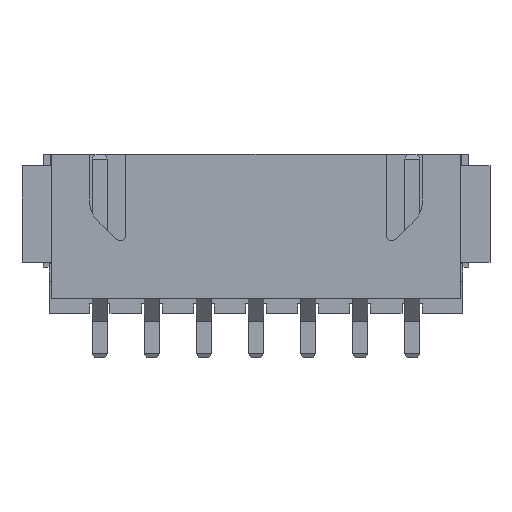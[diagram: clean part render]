
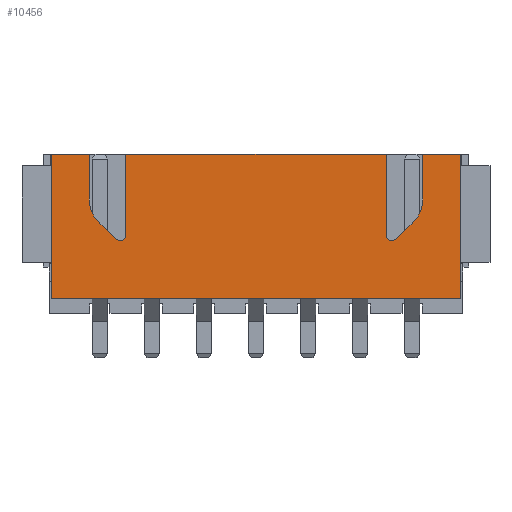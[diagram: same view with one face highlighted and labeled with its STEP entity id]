
A CAD part, top view. The second image highlights one B-rep face of the part: STEP entity #10456.
In plain terms, the highlighted planar face has unit normal (0, 0, 1).
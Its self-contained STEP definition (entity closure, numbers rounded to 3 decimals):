
#352=CIRCLE('',#10924,1.651);
#353=CIRCLE('',#10925,0.254);
#354=CIRCLE('',#10926,0.254);
#355=CIRCLE('',#10927,1.651);
#364=ORIENTED_EDGE('',*,*,#2560,.F.);
#365=ORIENTED_EDGE('',*,*,#2561,.T.);
#366=ORIENTED_EDGE('',*,*,#2562,.F.);
#367=ORIENTED_EDGE('',*,*,#2563,.T.);
#368=ORIENTED_EDGE('',*,*,#2564,.F.);
#369=ORIENTED_EDGE('',*,*,#2559,.T.);
#370=ORIENTED_EDGE('',*,*,#2565,.F.);
#371=ORIENTED_EDGE('',*,*,#2566,.T.);
#372=ORIENTED_EDGE('',*,*,#2567,.F.);
#373=ORIENTED_EDGE('',*,*,#2568,.T.);
#374=ORIENTED_EDGE('',*,*,#2569,.F.);
#375=ORIENTED_EDGE('',*,*,#2570,.T.);
#376=ORIENTED_EDGE('',*,*,#2571,.F.);
#377=ORIENTED_EDGE('',*,*,#2572,.F.);
#378=ORIENTED_EDGE('',*,*,#2573,.T.);
#379=ORIENTED_EDGE('',*,*,#2574,.T.);
#2559=EDGE_CURVE('',#3655,#3657,#4373,.T.);
#2560=EDGE_CURVE('',#3658,#3659,#4374,.T.);
#2561=EDGE_CURVE('',#3658,#3660,#352,.T.);
#2562=EDGE_CURVE('',#3661,#3660,#4375,.T.);
#2563=EDGE_CURVE('',#3661,#3662,#353,.T.);
#2564=EDGE_CURVE('',#3655,#3662,#4376,.T.);
#2565=EDGE_CURVE('',#3663,#3657,#4377,.T.);
#2566=EDGE_CURVE('',#3663,#3664,#354,.T.);
#2567=EDGE_CURVE('',#3665,#3664,#4378,.T.);
#2568=EDGE_CURVE('',#3665,#3666,#355,.T.);
#2569=EDGE_CURVE('',#3667,#3666,#4379,.T.);
#2570=EDGE_CURVE('',#3667,#3668,#4380,.T.);
#2571=EDGE_CURVE('',#3669,#3668,#4381,.T.);
#2572=EDGE_CURVE('',#3670,#3669,#4382,.T.);
#2573=EDGE_CURVE('',#3670,#3671,#4383,.T.);
#2574=EDGE_CURVE('',#3671,#3659,#4384,.T.);
#3655=VERTEX_POINT('',#12982);
#3657=VERTEX_POINT('',#12986);
#3658=VERTEX_POINT('',#12990);
#3659=VERTEX_POINT('',#12991);
#3660=VERTEX_POINT('',#12993);
#3661=VERTEX_POINT('',#12995);
#3662=VERTEX_POINT('',#12997);
#3663=VERTEX_POINT('',#13000);
#3664=VERTEX_POINT('',#13002);
#3665=VERTEX_POINT('',#13004);
#3666=VERTEX_POINT('',#13006);
#3667=VERTEX_POINT('',#13008);
#3668=VERTEX_POINT('',#13010);
#3669=VERTEX_POINT('',#13012);
#3670=VERTEX_POINT('',#13014);
#3671=VERTEX_POINT('',#13016);
#4373=LINE('',#12987,#5197);
#4374=LINE('',#12989,#5198);
#4375=LINE('',#12994,#5199);
#4376=LINE('',#12998,#5200);
#4377=LINE('',#12999,#5201);
#4378=LINE('',#13003,#5202);
#4379=LINE('',#13007,#5203);
#4380=LINE('',#13009,#5204);
#4381=LINE('',#13011,#5205);
#4382=LINE('',#13013,#5206);
#4383=LINE('',#13015,#5207);
#4384=LINE('',#13017,#5208);
#5197=VECTOR('',#11339,1000.);
#5198=VECTOR('',#11342,1000.);
#5199=VECTOR('',#11345,1000.);
#5200=VECTOR('',#11348,1000.);
#5201=VECTOR('',#11349,1000.);
#5202=VECTOR('',#11352,1000.);
#5203=VECTOR('',#11355,1000.);
#5204=VECTOR('',#11356,1000.);
#5205=VECTOR('',#11357,1000.);
#5206=VECTOR('',#11358,1000.);
#5207=VECTOR('',#11359,1000.);
#5208=VECTOR('',#11360,1000.);
#6019=EDGE_LOOP('',(#364,#365,#366,#367,#368,#369,#370,#371,#372,#373,#374,
#375,#376,#377,#378,#379));
#6491=FACE_BOUND('',#6019,.T.);
#6963=PLANE('',#10923);
#10456=ADVANCED_FACE('',(#6491),#6963,.F.);
#10923=AXIS2_PLACEMENT_3D('',#12988,#11340,#11341);
#10924=AXIS2_PLACEMENT_3D('',#12992,#11343,#11344);
#10925=AXIS2_PLACEMENT_3D('',#12996,#11346,#11347);
#10926=AXIS2_PLACEMENT_3D('',#13001,#11350,#11351);
#10927=AXIS2_PLACEMENT_3D('',#13005,#11353,#11354);
#11339=DIRECTION('',(-1.,0.,0.));
#11340=DIRECTION('',(0.,0.,-1.));
#11341=DIRECTION('',(-1.,0.,0.));
#11342=DIRECTION('',(0.,1.,0.));
#11343=DIRECTION('',(0.,0.,-1.));
#11344=DIRECTION('',(-1.,0.,0.));
#11345=DIRECTION('',(0.732,0.681,0.));
#11346=DIRECTION('',(0.,0.,-1.));
#11347=DIRECTION('',(-1.,0.,0.));
#11348=DIRECTION('',(0.,-1.,0.));
#11349=DIRECTION('',(0.,1.,0.));
#11350=DIRECTION('',(0.,0.,-1.));
#11351=DIRECTION('',(-1.,0.,0.));
#11352=DIRECTION('',(0.732,-0.681,0.));
#11353=DIRECTION('',(0.,0.,-1.));
#11354=DIRECTION('',(-1.,0.,0.));
#11355=DIRECTION('',(0.,-1.,0.));
#11356=DIRECTION('',(-1.,0.,0.));
#11357=DIRECTION('',(0.,1.,0.));
#11358=DIRECTION('',(-1.,0.,0.));
#11359=DIRECTION('',(0.,1.,0.));
#11360=DIRECTION('',(-1.,0.,0.));
#12982=CARTESIAN_POINT('',(6.363,9.906,5.918));
#12986=CARTESIAN_POINT('',(-6.363,9.906,5.918));
#12987=CARTESIAN_POINT('',(9.995,9.906,5.918));
#12988=CARTESIAN_POINT('',(9.995,2.87,5.918));
#12989=CARTESIAN_POINT('',(8.141,7.014,5.918));
#12990=CARTESIAN_POINT('',(8.141,7.733,5.918));
#12991=CARTESIAN_POINT('',(8.141,9.906,5.918));
#12992=CARTESIAN_POINT('',(6.49,7.733,5.918));
#12993=CARTESIAN_POINT('',(7.614,6.524,5.918));
#12994=CARTESIAN_POINT('',(6.363,5.359,5.918));
#12995=CARTESIAN_POINT('',(6.79,5.757,5.918));
#12996=CARTESIAN_POINT('',(6.617,5.943,5.918));
#12997=CARTESIAN_POINT('',(6.363,5.943,5.918));
#12998=CARTESIAN_POINT('',(6.363,9.906,5.918));
#12999=CARTESIAN_POINT('',(-6.363,5.359,5.918));
#13000=CARTESIAN_POINT('',(-6.363,5.943,5.918));
#13001=CARTESIAN_POINT('',(-6.617,5.943,5.918));
#13002=CARTESIAN_POINT('',(-6.79,5.757,5.918));
#13003=CARTESIAN_POINT('',(-8.141,7.014,5.918));
#13004=CARTESIAN_POINT('',(-7.614,6.524,5.918));
#13005=CARTESIAN_POINT('',(-6.49,7.733,5.918));
#13006=CARTESIAN_POINT('',(-8.141,7.733,5.918));
#13007=CARTESIAN_POINT('',(-8.141,9.906,5.918));
#13008=CARTESIAN_POINT('',(-8.141,9.906,5.918));
#13009=CARTESIAN_POINT('',(9.995,9.906,5.918));
#13010=CARTESIAN_POINT('',(-9.995,9.906,5.918));
#13011=CARTESIAN_POINT('',(-9.995,2.87,5.918));
#13012=CARTESIAN_POINT('',(-9.995,2.87,5.918));
#13013=CARTESIAN_POINT('',(9.995,2.87,5.918));
#13014=CARTESIAN_POINT('',(9.995,2.87,5.918));
#13015=CARTESIAN_POINT('',(9.995,2.87,5.918));
#13016=CARTESIAN_POINT('',(9.995,9.906,5.918));
#13017=CARTESIAN_POINT('',(9.995,9.906,5.918));
